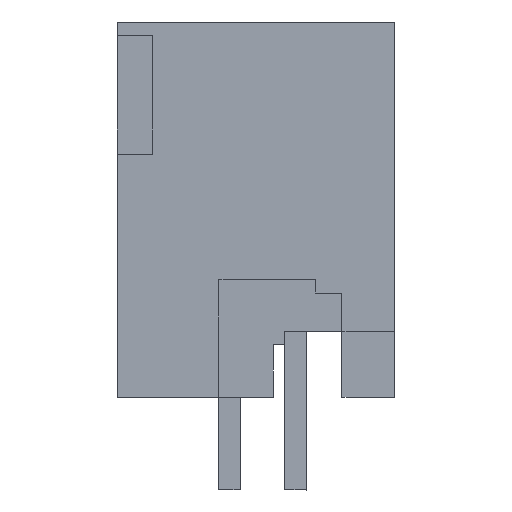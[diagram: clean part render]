
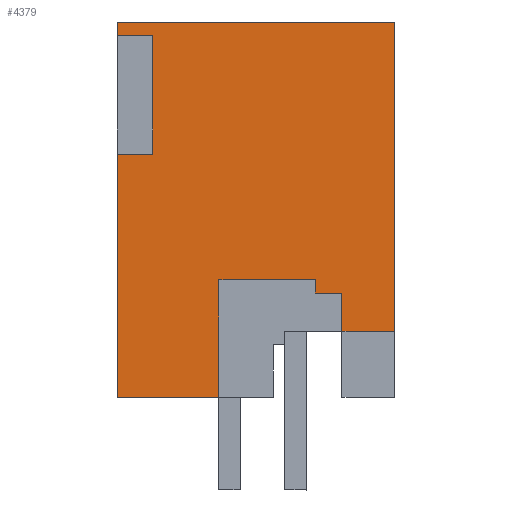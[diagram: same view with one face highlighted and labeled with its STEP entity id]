
A CAD part, left-side view. The second image highlights one B-rep face of the part: STEP entity #4379.
In plain terms, the highlighted planar face has unit normal (-1, 0, 0).
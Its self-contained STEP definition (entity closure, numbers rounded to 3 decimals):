
#4307=AXIS2_PLACEMENT_3D('Plane Axis2P3D',#4304,#4305,#4306) ;
#908=CARTESIAN_POINT('Vertex',(0.,6.65,3.5)) ;
#911=CARTESIAN_POINT('Line Origine',(0.,8.575,3.5)) ;
#915=CARTESIAN_POINT('Vertex',(0.,10.5,3.5)) ;
#1880=CARTESIAN_POINT('Vertex',(0.,2.,6.)) ;
#1883=CARTESIAN_POINT('Line Origine',(0.,2.,6.725)) ;
#1887=CARTESIAN_POINT('Vertex',(0.,2.,7.45)) ;
#1919=CARTESIAN_POINT('Line Origine',(0.,2.5,7.45)) ;
#1923=CARTESIAN_POINT('Vertex',(0.,3.,7.45)) ;
#1941=CARTESIAN_POINT('Line Origine',(0.,3.,7.7)) ;
#1945=CARTESIAN_POINT('Vertex',(0.,3.,7.95)) ;
#1970=CARTESIAN_POINT('Line Origine',(0.,4.825,7.95)) ;
#1974=CARTESIAN_POINT('Vertex',(0.,6.65,7.95)) ;
#1999=CARTESIAN_POINT('Line Origine',(0.,6.65,5.725)) ;
#4304=CARTESIAN_POINT('Axis2P3D Location',(0.,10.5,0.)) ;
#4309=CARTESIAN_POINT('Line Origine',(0.,10.5,8.1)) ;
#4313=CARTESIAN_POINT('Vertex',(0.,10.5,12.7)) ;
#4316=CARTESIAN_POINT('Line Origine',(0.,1.,6.)) ;
#4320=CARTESIAN_POINT('Vertex',(0.,0.,6.)) ;
#4323=CARTESIAN_POINT('Line Origine',(0.,0.,11.85)) ;
#4327=CARTESIAN_POINT('Vertex',(0.,0.,17.7)) ;
#4330=CARTESIAN_POINT('Line Origine',(0.,5.25,17.7)) ;
#4334=CARTESIAN_POINT('Vertex',(0.,10.5,17.7)) ;
#4337=CARTESIAN_POINT('Line Origine',(0.,10.5,17.45)) ;
#4341=CARTESIAN_POINT('Vertex',(0.,10.5,17.2)) ;
#4344=CARTESIAN_POINT('Line Origine',(0.,9.825,17.2)) ;
#4348=CARTESIAN_POINT('Vertex',(0.,9.15,17.2)) ;
#4351=CARTESIAN_POINT('Line Origine',(0.,9.15,14.95)) ;
#4355=CARTESIAN_POINT('Vertex',(0.,9.15,12.7)) ;
#4358=CARTESIAN_POINT('Line Origine',(0.,9.825,12.7)) ;
#912=DIRECTION('Vector Direction',(0.,1.,0.)) ;
#1884=DIRECTION('Vector Direction',(0.,0.,-1.)) ;
#1920=DIRECTION('Vector Direction',(0.,1.,0.)) ;
#1942=DIRECTION('Vector Direction',(0.,0.,1.)) ;
#1971=DIRECTION('Vector Direction',(0.,1.,0.)) ;
#2000=DIRECTION('Vector Direction',(0.,0.,1.)) ;
#4305=DIRECTION('Axis2P3D Direction',(-1.,0.,0.)) ;
#4306=DIRECTION('Axis2P3D XDirection',(0.,0.,1.)) ;
#4310=DIRECTION('Vector Direction',(0.,0.,1.)) ;
#4317=DIRECTION('Vector Direction',(0.,1.,0.)) ;
#4324=DIRECTION('Vector Direction',(0.,0.,1.)) ;
#4331=DIRECTION('Vector Direction',(0.,1.,0.)) ;
#4338=DIRECTION('Vector Direction',(0.,0.,1.)) ;
#4345=DIRECTION('Vector Direction',(0.,-1.,0.)) ;
#4352=DIRECTION('Vector Direction',(0.,0.,-1.)) ;
#4359=DIRECTION('Vector Direction',(0.,-1.,0.)) ;
#913=VECTOR('Line Direction',#912,1.) ;
#1885=VECTOR('Line Direction',#1884,1.) ;
#1921=VECTOR('Line Direction',#1920,1.) ;
#1943=VECTOR('Line Direction',#1942,1.) ;
#1972=VECTOR('Line Direction',#1971,1.) ;
#2001=VECTOR('Line Direction',#2000,1.) ;
#4311=VECTOR('Line Direction',#4310,1.) ;
#4318=VECTOR('Line Direction',#4317,1.) ;
#4325=VECTOR('Line Direction',#4324,1.) ;
#4332=VECTOR('Line Direction',#4331,1.) ;
#4339=VECTOR('Line Direction',#4338,1.) ;
#4346=VECTOR('Line Direction',#4345,1.) ;
#4353=VECTOR('Line Direction',#4352,1.) ;
#4360=VECTOR('Line Direction',#4359,1.) ;
#4364=ORIENTED_EDGE('',*,*,#4315,.T.) ;
#4365=ORIENTED_EDGE('',*,*,#917,.T.) ;
#4366=ORIENTED_EDGE('',*,*,#2003,.T.) ;
#4367=ORIENTED_EDGE('',*,*,#1976,.T.) ;
#4368=ORIENTED_EDGE('',*,*,#1947,.T.) ;
#4369=ORIENTED_EDGE('',*,*,#1925,.T.) ;
#4370=ORIENTED_EDGE('',*,*,#1889,.T.) ;
#4371=ORIENTED_EDGE('',*,*,#4322,.T.) ;
#4372=ORIENTED_EDGE('',*,*,#4329,.T.) ;
#4373=ORIENTED_EDGE('',*,*,#4336,.T.) ;
#4374=ORIENTED_EDGE('',*,*,#4343,.T.) ;
#4375=ORIENTED_EDGE('',*,*,#4350,.F.) ;
#4376=ORIENTED_EDGE('',*,*,#4357,.F.) ;
#4377=ORIENTED_EDGE('',*,*,#4362,.F.) ;
#4379=ADVANCED_FACE('HOUSING',(#4378),#4308,.T.) ;
#917=EDGE_CURVE('',#916,#909,#914,.F.) ;
#1889=EDGE_CURVE('',#1888,#1881,#1886,.T.) ;
#1925=EDGE_CURVE('',#1924,#1888,#1922,.F.) ;
#1947=EDGE_CURVE('',#1946,#1924,#1944,.F.) ;
#1976=EDGE_CURVE('',#1975,#1946,#1973,.F.) ;
#2003=EDGE_CURVE('',#909,#1975,#2002,.T.) ;
#4315=EDGE_CURVE('',#4314,#916,#4312,.F.) ;
#4322=EDGE_CURVE('',#1881,#4321,#4319,.F.) ;
#4329=EDGE_CURVE('',#4321,#4328,#4326,.T.) ;
#4336=EDGE_CURVE('',#4328,#4335,#4333,.T.) ;
#4343=EDGE_CURVE('',#4335,#4342,#4340,.F.) ;
#4350=EDGE_CURVE('',#4349,#4342,#4347,.F.) ;
#4357=EDGE_CURVE('',#4356,#4349,#4354,.F.) ;
#4362=EDGE_CURVE('',#4314,#4356,#4361,.T.) ;
#4363=EDGE_LOOP('',(#4364,#4365,#4366,#4367,#4368,#4369,#4370,#4371,#4372,#4373,#4374,#4375,#4376,#4377)) ;
#4378=FACE_OUTER_BOUND('',#4363,.T.) ;
#914=LINE('Line',#911,#913) ;
#1886=LINE('Line',#1883,#1885) ;
#1922=LINE('Line',#1919,#1921) ;
#1944=LINE('Line',#1941,#1943) ;
#1973=LINE('Line',#1970,#1972) ;
#2002=LINE('Line',#1999,#2001) ;
#4312=LINE('Line',#4309,#4311) ;
#4319=LINE('Line',#4316,#4318) ;
#4326=LINE('Line',#4323,#4325) ;
#4333=LINE('Line',#4330,#4332) ;
#4340=LINE('Line',#4337,#4339) ;
#4347=LINE('Line',#4344,#4346) ;
#4354=LINE('Line',#4351,#4353) ;
#4361=LINE('Line',#4358,#4360) ;
#4308=PLANE('',#4307) ;
#909=VERTEX_POINT('',#908) ;
#916=VERTEX_POINT('',#915) ;
#1881=VERTEX_POINT('',#1880) ;
#1888=VERTEX_POINT('',#1887) ;
#1924=VERTEX_POINT('',#1923) ;
#1946=VERTEX_POINT('',#1945) ;
#1975=VERTEX_POINT('',#1974) ;
#4314=VERTEX_POINT('',#4313) ;
#4321=VERTEX_POINT('',#4320) ;
#4328=VERTEX_POINT('',#4327) ;
#4335=VERTEX_POINT('',#4334) ;
#4342=VERTEX_POINT('',#4341) ;
#4349=VERTEX_POINT('',#4348) ;
#4356=VERTEX_POINT('',#4355) ;
